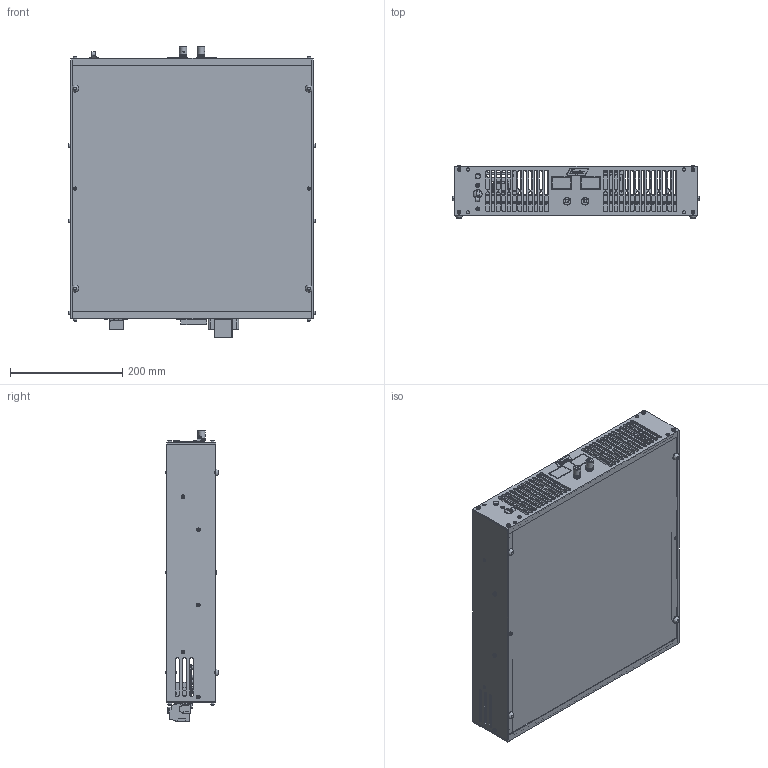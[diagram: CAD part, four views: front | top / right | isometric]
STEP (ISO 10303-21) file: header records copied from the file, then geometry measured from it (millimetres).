
FILE_DESCRIPTION(/* description */ (''),/* implementation_level */ '2;1');
FILE_NAME(/* name */ '2U18 Switcher Benchtop High I 11-5.stp',/* time_stamp */ '2018-11-05T13:40:16-05:00',/* author */ ('JDietsch'),/* organization */ (''),/* preprocessor_version */ 'ST-DEVELOPER v17.2',/* originating_system */ 'Autodesk Inventor 2019',/* authorisation */ '');
FILE_SCHEMA (('AUTOMOTIVE_DESIGN { 1 0 10303 214 3 1 1 }'));
Products named in the file (42): E6400-5 base model; E6400-Left_side; E6400-right_side; ANSI B18.6.4 - No. 8 - 18 - 1; E6400-Rear panel; E6400-front_panel; LOGO CLEAR; E6000-54; DIGITAL METER 1U GRN; DIGITAL METER  CLAMP DMS-EB2 1U; BREAKER 1 PHASE; LED RED FRONT MT PIGTAILED; E6000-52; E6000-20; POT_10TURN 50K; E12356; CAP 104; RES2; E6400-11 COVER; E6400-7; E6400-7_1; 1720699; pc5-3-gu-7.62; Spade lug board mt; E6400-8; E6400-8_1; header_3.81mm_12pl_90; Standoff Flare mounted 6-32 _187; 1762741_00; PC_35_HC-2-GF-15; 8-32 PEM PANEL NUT INSERT; ANSI B18.6.4 - No. 8 - 18 - 3/4; #173474; E6400-5I brace 7 2U18; 3 plc7_62 plug; plug_3.81mm_12pl; 1762592_plug_15mm_2pos; pc_35_hc_2-stf-15; ANSI B18.6.3 - 4 - 40 x .25 SP HMS; 2U18 rear engrave prog ...
Assembly tree (82 placements, depth 4):
  E6400-5 base model
    E6400-Left_side
    E6400-right_side
    ANSI B18.6.4 - No. 8 - 18 - 1  x8
    ANSI B18.6.4 - No. 8 - 18 - 3/4  x6
    E6400-Rear panel
    E6400-front_panel
    LOGO CLEAR
    E6000-54  x2
      DIGITAL METER 1U GRN
      DIGITAL METER  CLAMP DMS-EB2 1U
    BREAKER 1 PHASE
    LED RED FRONT MT PIGTAILED
    E6000-52
      E6000-20
      POT_10TURN 50K  x2
      E12356  x2
      CAP 104  x2
      RES2  x2
    E6400-11 COVER  x2
    E6400-7
      E6400-7_1
      1720699
        pc5-3-gu-7.62
      Standoff Flare mounted 6-32 _187
      Spade lug board mt  x3
    E6400-8
      E6400-8_1
      Standoff Flare mounted 6-32 _187  x3
      header_3.81mm_12pl_90
      1762741_00
        PC_35_HC-2-GF-15
    ANSI B18.6.3 - 4 - 40 x .25 SP HMS  x5
    8-32 PEM PANEL NUT INSERT  x4
    #173474  x2
    E6400-5I brace 7 2U18
    3 plc7_62 plug
    plug_3.81mm_12pl
    1762592_plug_15mm_2pos
      pc_35_hc_2-stf-15
    2U18 rear engrave prog
    BUMPERS, MACHINE, MAC-51  x4
    SCREW 6-32-.5 PAN BLK  x8
Bounding box: 439.63 x 93.86 x 517.52 mm (x, y, z)
Volume: 1303420.6 mm3; surface area: 1458948 mm2
Topology: 76 solids, 76 shells, 6078 faces, 17164 edges, 12107 vertices
Faces by surface type: plane 3830, cylinder 1455, bspline 303, cone 294, torus 158, sphere 38
Full cylindrical faces by diameter (mm): 0.457 x59, 0.508 x4, 0.635 x8, 0.762 x34, 0.914 x8, 1.118 x24, 1.142 x2, 1.143 x15, 1.2 x12, 1.3 x9, 1.321 x24, 1.524 x21, 1.651 x50, 1.727 x35, 2.032 x29, 2.464 x2, 2.515 x12, 2.54 x4, 2.65 x1, 2.705 x2, 2.794 x4, 2.8 x12, 2.845 x5, 2.9 x2, 3.175 x1, 3.2 x5, 3.35 x1, 3.505 x10, 3.556 x10, 3.6 x6
Entity records: 173937 total; most frequent: CARTESIAN_POINT 47274, ORIENTED_EDGE 25246, DIRECTION 24688, EDGE_CURVE 12623, LINE 8656, VECTOR 8656, VERTEX_POINT 8425, AXIS2_PLACEMENT_3D 8016
